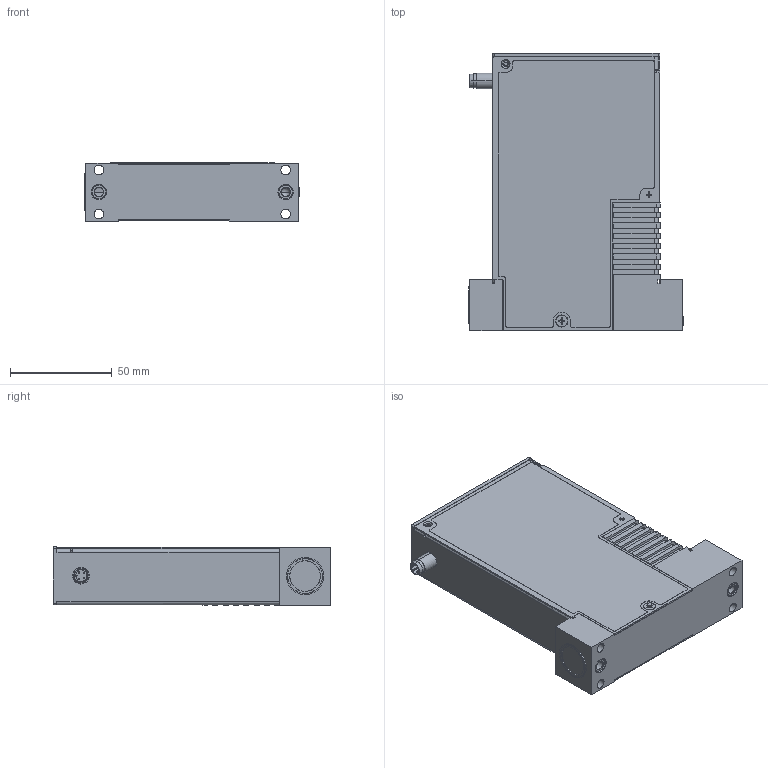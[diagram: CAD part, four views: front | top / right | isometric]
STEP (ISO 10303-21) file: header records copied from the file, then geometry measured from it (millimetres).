
FILE_DESCRIPTION (( 'STEP AP203' ), '1' );
FILE_NAME ('p9b_c-seal_e-cat.STEP', '2023-01-19T21:45:03', ( '' ), ( '' ), 'SwSTEP 2.0', 'SolidWorks 2019', '' );
FILE_SCHEMA (( 'CONFIG_CONTROL_DESIGN' ));
Length unit declared in the file: inch
Products named in the file (1): p9b_c-seal_e-cat
Bounding box: 105.41 x 136.75 x 28.61 mm (x, y, z)
Volume: 98152.3 mm3; surface area: 87341.2 mm2
Topology: 4 solids, 4 shells, 1282 faces, 3495 edges, 2100 vertices
Faces by surface type: plane 524, cylinder 396, bspline 268, cone 80, torus 10, sphere 4
Entity records: 46106 total; most frequent: CARTESIAN_POINT 15661, ORIENTED_EDGE 6618, DIRECTION 5766, EDGE_CURVE 3309, VERTEX_POINT 2096, LINE 1974, VECTOR 1974, AXIS2_PLACEMENT_3D 1896
